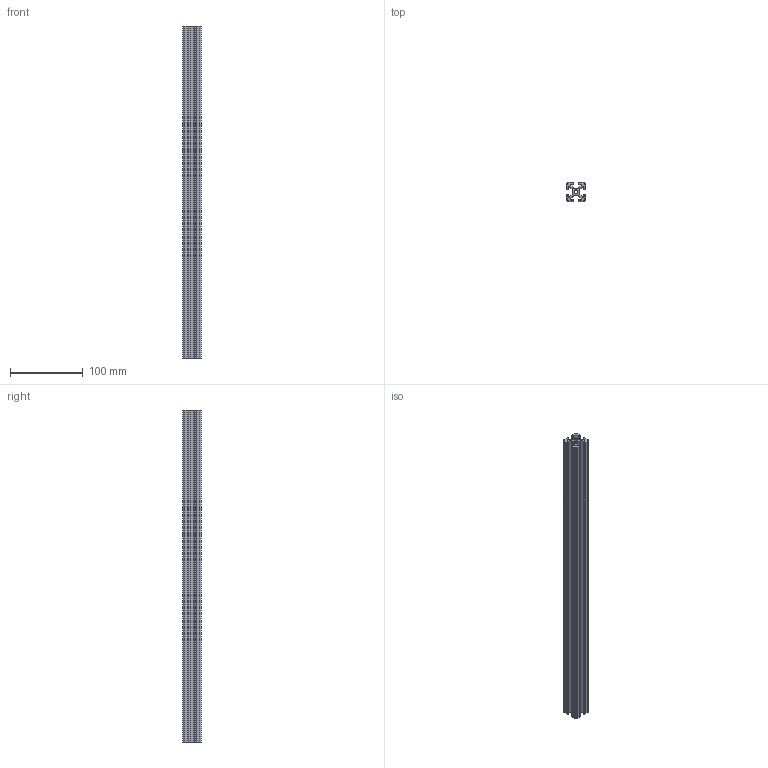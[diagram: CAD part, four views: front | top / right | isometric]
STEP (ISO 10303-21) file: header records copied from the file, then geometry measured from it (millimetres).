
FILE_DESCRIPTION (( 'STEP AP203' ), '1' );
FILE_NAME ('47065T554_T-Slotted Framing.STEP', '2022-11-14T23:00:19', ( 'Administrator' ), ( 'Managed by Terraform' ), 'SwSTEP 2.0', 'SolidWorks 2017', '' );
FILE_SCHEMA (( 'CONFIG_CONTROL_DESIGN' ));
Length unit declared in the file: inch
Products named in the file (1): 47065T554_T-Slotted Framing
Bounding box: 25.4 x 25.4 x 457.2 mm (x, y, z)
Volume: 128762.2 mm3; surface area: 102139.4 mm2
Topology: 1 solids, 1 shells, 100 faces, 294 edges, 196 vertices
Faces by surface type: cylinder 54, plane 46
Entity records: 3449 total; most frequent: DIRECTION 604, CARTESIAN_POINT 591, ORIENTED_EDGE 588, EDGE_CURVE 294, AXIS2_PLACEMENT_3D 209, VERTEX_POINT 196, LINE 186, VECTOR 186
